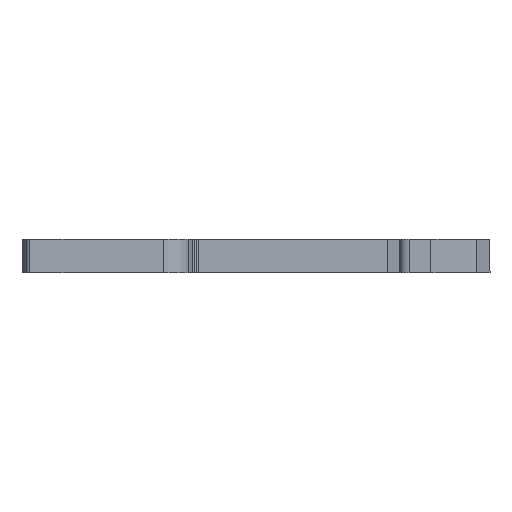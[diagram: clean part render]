
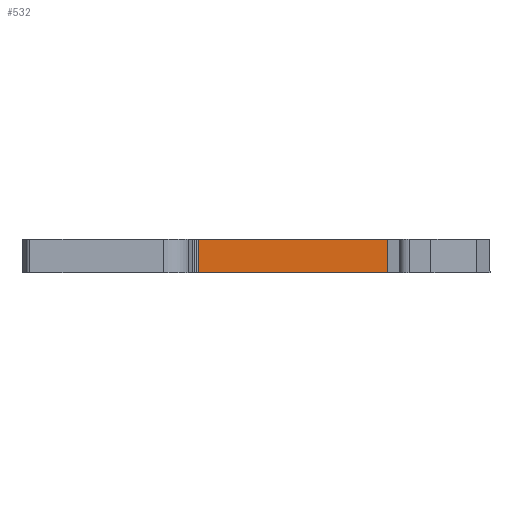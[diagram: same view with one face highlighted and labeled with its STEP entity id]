
A CAD part, front view. The second image highlights one B-rep face of the part: STEP entity #532.
In plain terms, the highlighted planar face has unit normal (0, -1, 0).
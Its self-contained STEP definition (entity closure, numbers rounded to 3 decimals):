
#532=ADVANCED_FACE('',(#1226),#891,.F.);
#891=PLANE('',#9101);
#1226=FACE_OUTER_BOUND('',#1657,.T.);
#1657=EDGE_LOOP('',(#5330,#5331,#5332,#5333));
#2009=LINE('',#12256,#2922);
#2201=LINE('',#12875,#3114);
#2367=LINE('',#13460,#3284);
#2657=LINE('',#14315,#3610);
#2922=VECTOR('',#9563,1.);
#3114=VECTOR('',#9991,1.);
#3284=VECTOR('',#10371,1.);
#3610=VECTOR('',#11041,1.);
#5330=ORIENTED_EDGE('',*,*,#7815,.F.);
#5331=ORIENTED_EDGE('',*,*,#7256,.F.);
#5332=ORIENTED_EDGE('',*,*,#8135,.F.);
#5333=ORIENTED_EDGE('',*,*,#7564,.T.);
#6405=VERTEX_POINT('',#12257);
#6406=VERTEX_POINT('',#12258);
#6709=VERTEX_POINT('',#12874);
#6710=VERTEX_POINT('',#12876);
#7256=EDGE_CURVE('',#6405,#6406,#2009,.T.);
#7564=EDGE_CURVE('',#6710,#6709,#2201,.T.);
#7815=EDGE_CURVE('',#6406,#6709,#2367,.T.);
#8135=EDGE_CURVE('',#6710,#6405,#2657,.T.);
#9101=AXIS2_PLACEMENT_3D('',#14316,#11042,#11043);
#9563=DIRECTION('',(1.,0.,0.));
#9991=DIRECTION('',(1.,0.,0.));
#10371=DIRECTION('',(0.,0.,-1.));
#11041=DIRECTION('',(0.,0.,1.));
#11042=DIRECTION('',(0.,1.,0.));
#11043=DIRECTION('',(0.,0.,1.));
#12256=CARTESIAN_POINT('',(-13.59,-31.4,5.1));
#12257=CARTESIAN_POINT('',(-13.33,-31.4,5.1));
#12258=CARTESIAN_POINT('',(15.468,-31.4,5.1));
#12874=CARTESIAN_POINT('',(15.468,-31.4,0.));
#12875=CARTESIAN_POINT('',(-13.59,-31.4,0.));
#12876=CARTESIAN_POINT('',(-13.33,-31.4,0.));
#13460=CARTESIAN_POINT('',(15.468,-31.4,5.1));
#14315=CARTESIAN_POINT('',(-13.33,-31.4,5.1));
#14316=CARTESIAN_POINT('',(-13.59,-31.4,5.1));
